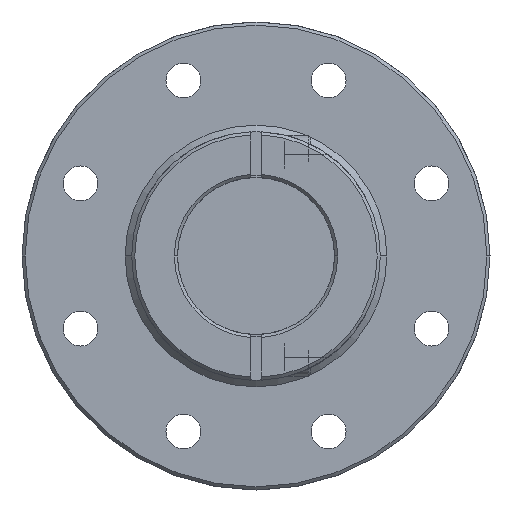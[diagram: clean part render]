
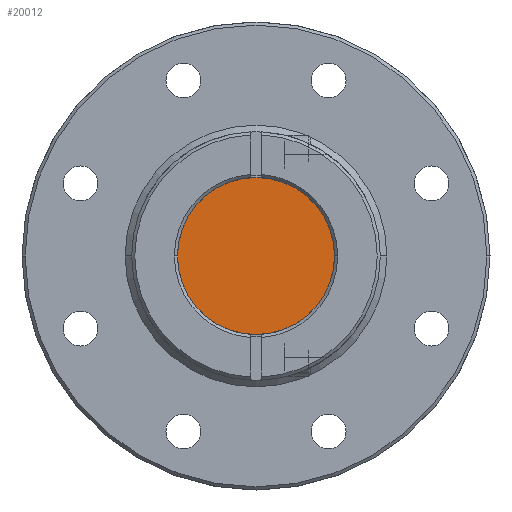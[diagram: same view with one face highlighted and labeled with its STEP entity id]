
A CAD part, left-side view. The second image highlights one B-rep face of the part: STEP entity #20012.
In plain terms, the highlighted planar face has unit normal (-1, 0, 0).
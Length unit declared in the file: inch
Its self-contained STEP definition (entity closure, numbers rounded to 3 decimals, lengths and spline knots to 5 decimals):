
#5200 = AXIS2_PLACEMENT_3D ( 'NONE', #7114, #7099, #7098 ) ;
#6101 = VERTEX_POINT ( 'NONE', #16641 ) ;
#6110 = VERTEX_POINT ( 'NONE', #16627 ) ;
#6507 = FACE_OUTER_BOUND ( 'NONE', #13380, .T. ) ;
#7098 = DIRECTION ( 'NONE',  ( 0., 0., 1. ) ) ;
#7099 = DIRECTION ( 'NONE',  ( -1., 0., 0. ) ) ;
#7112 = PLANE ( 'NONE',  #5200 ) ;
#7114 = CARTESIAN_POINT ( 'NONE',  ( -23.3365, 0., 0. ) ) ;
#8451 = AXIS2_PLACEMENT_3D ( 'NONE', #15813, #15811, #15809 ) ;
#8607 = EDGE_CURVE ( 'NONE', #6110, #6101, #15145, .T. ) ;
#8612 = EDGE_CURVE ( 'NONE', #6101, #6110, #15134, .T. ) ;
#10708 = ORIENTED_EDGE ( 'NONE', *, *, #8612, .T. ) ;
#10899 = ORIENTED_EDGE ( 'NONE', *, *, #8607, .T. ) ;
#13380 = EDGE_LOOP ( 'NONE', ( #10899, #10708 ) ) ;
#14600 = AXIS2_PLACEMENT_3D ( 'NONE', #15793, #15791, #15790 ) ;
#15134 = CIRCLE ( 'NONE', #14600, 0.75 ) ;
#15145 = CIRCLE ( 'NONE', #8451, 0.75 ) ;
#15790 = DIRECTION ( 'NONE',  ( 0., 0., 1. ) ) ;
#15791 = DIRECTION ( 'NONE',  ( -1., 0., 0. ) ) ;
#15793 = CARTESIAN_POINT ( 'NONE',  ( -23.3365, 0., 0. ) ) ;
#15809 = DIRECTION ( 'NONE',  ( 0., 0., 1. ) ) ;
#15811 = DIRECTION ( 'NONE',  ( -1., 0., 0. ) ) ;
#15813 = CARTESIAN_POINT ( 'NONE',  ( -23.3365, 0., 0. ) ) ;
#16627 = CARTESIAN_POINT ( 'NONE',  ( -23.3365, 0., 0.75 ) ) ;
#16641 = CARTESIAN_POINT ( 'NONE',  ( -23.3365, 0., -0.75 ) ) ;
#20012 = ADVANCED_FACE ( 'NONE', ( #6507 ), #7112, .T. ) ;
